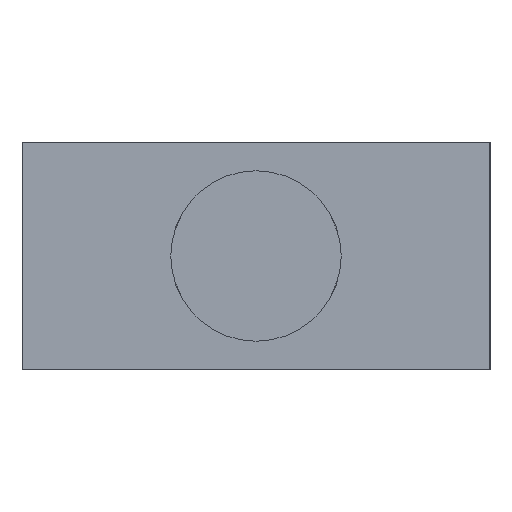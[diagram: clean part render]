
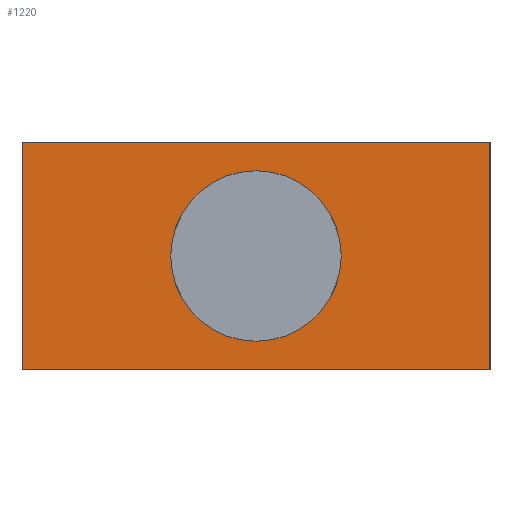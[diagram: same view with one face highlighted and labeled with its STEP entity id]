
A CAD part, left-side view. The second image highlights one B-rep face of the part: STEP entity #1220.
In plain terms, the highlighted planar face has unit normal (-1, 0, 0).
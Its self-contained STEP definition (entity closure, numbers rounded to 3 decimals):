
#817=CARTESIAN_POINT('POINT31',(-3.781,0.515,0.));
#818=VERTEX_POINT('VERTEX31',#817);
#825=CARTESIAN_POINT('POINT32',(-3.781,0.515,0.5));
#826=VERTEX_POINT('VERTEX32',#825);
#827=CARTESIAN_POINT('POS40',(-3.781,0.515,0.));
#828=DIRECTION('DIR62',(0.,0.,-1.));
#829=VECTOR('VEC18',#828,1.);
#830=LINE('STRAIGHT18',#827,#829);
#831=EDGE_CURVE('EDGE44',#826,#818,#830,.T.);
#879=CARTESIAN_POINT('POINT34',(-3.781,-0.515,0.5));
#880=VERTEX_POINT('VERTEX34',#879);
#881=CARTESIAN_POINT('POS44',(-3.781,0.258,0.5));
#882=DIRECTION('DIR68',(0.,1.,0.));
#883=VECTOR('VEC20',#882,1.);
#884=LINE('STRAIGHT20',#881,#883);
#885=EDGE_CURVE('EDGE47',#880,#826,#884,.T.);
#912=CARTESIAN_POINT('POINT35',(-3.781,-0.515,0.));
#913=VERTEX_POINT('VERTEX35',#912);
#920=CARTESIAN_POINT('POS48',(-3.781,0.258,0.));
#921=DIRECTION('DIR73',(0.,1.,0.));
#922=VECTOR('VEC23',#921,1.);
#923=LINE('STRAIGHT23',#920,#922);
#924=EDGE_CURVE('EDGE50',#913,#818,#923,.T.);
#937=CARTESIAN_POINT('POS50',(-3.781,-0.515,0.));
#938=DIRECTION('DIR76',(0.,0.,-1.));
#939=VECTOR('VEC24',#938,1.);
#940=LINE('STRAIGHT24',#937,#939);
#941=EDGE_CURVE('EDGE51',#880,#913,#940,.T.);
#1194=ORIENTED_EDGE('COEDGE102',*,*,#924,.F.);
#1195=ORIENTED_EDGE('COEDGE103',*,*,#941,.F.);
#1196=ORIENTED_EDGE('COEDGE104',*,*,#885,.T.);
#1197=ORIENTED_EDGE('COEDGE105',*,*,#831,.T.);
#1198=EDGE_LOOP('NONE',(#1194,#1195,#1196,#1197));
#1199=FACE_BOUND('LOOP1',#1198,.T.);
#1200=CARTESIAN_POINT('POINT39',(-3.781,0.188,0.25));
#1201=VERTEX_POINT('VERTEX39',#1200);
#1202=CARTESIAN_POINT('POINT40',(-3.781,-0.188,0.25));
#1203=VERTEX_POINT('VERTEX40',#1202);
#1204=CARTESIAN_POINT('POS54',(-3.781,0.,0.25));
#1205=DIRECTION('DIR83',(1.,0.,0.));
#1206=DIRECTION('DIR84',(0.,1.,0.));
#1207=AXIS2_PLACEMENT_3D('AXIS30',#1204,#1205,#1206);
#1208=CIRCLE('ELLIPSE15',#1207,0.188);
#1209=EDGE_CURVE('EDGE55',#1201,#1203,#1208,.F.);
#1210=ORIENTED_EDGE('COEDGE106',*,*,#1209,.F.);
#1211=EDGE_CURVE('EDGE56',#1203,#1201,#1208,.F.);
#1212=ORIENTED_EDGE('COEDGE107',*,*,#1211,.F.);
#1213=EDGE_LOOP('NONE',(#1210,#1212));
#1214=FACE_BOUND('LOOP1',#1213,.T.);
#1215=CARTESIAN_POINT('POS55',(-3.781,0.515,0.));
#1216=DIRECTION('DIR85',(-1.,0.,0.));
#1217=DIRECTION('DIR86',(0.,1.,0.));
#1218=AXIS2_PLACEMENT_3D('AXIS31',#1215,#1216,#1217);
#1219=PLANE('PLANE9',#1218);
#1220=ADVANCED_FACE('FACE22',(#1199,#1214),#1219,.T.);
